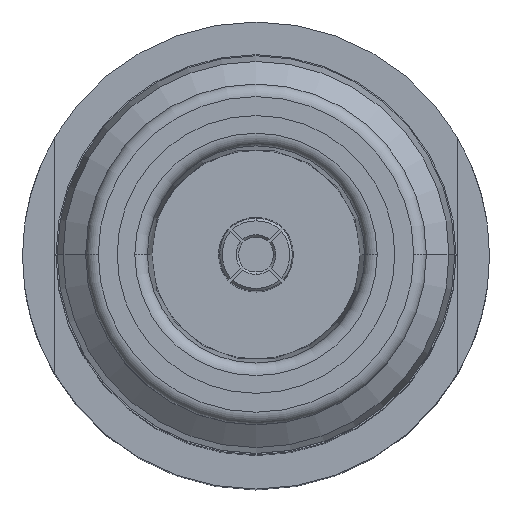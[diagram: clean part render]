
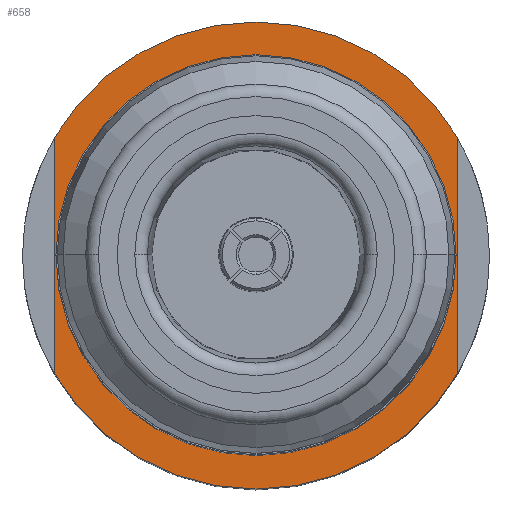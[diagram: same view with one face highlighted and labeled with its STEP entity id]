
A CAD part, top view. The second image highlights one B-rep face of the part: STEP entity #658.
In plain terms, the highlighted planar face has unit normal (0, 0, 1).
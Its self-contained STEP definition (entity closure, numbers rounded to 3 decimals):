
#18 = EDGE_CURVE ( 'NONE', #648, #4131, #3912, .T. ) ;
#132 = CARTESIAN_POINT ( 'NONE',  ( 0., 0., -25. ) ) ;
#171 = CARTESIAN_POINT ( 'NONE',  ( -7.975, 4.686, -25. ) ) ;
#238 = CARTESIAN_POINT ( 'NONE',  ( 7.975, 4.686, -25. ) ) ;
#279 = DIRECTION ( 'NONE',  ( -1., 0., 0. ) ) ;
#375 = PLANE ( 'NONE',  #4271 ) ;
#464 = DIRECTION ( 'NONE',  ( 1., 0., 0. ) ) ;
#466 = EDGE_CURVE ( 'NONE', #3115, #3863, #1662, .T. ) ;
#487 = VERTEX_POINT ( 'NONE', #1403 ) ;
#591 = CARTESIAN_POINT ( 'NONE',  ( -7.975, 4.686, -25. ) ) ;
#648 = VERTEX_POINT ( 'NONE', #2760 ) ;
#658 = ADVANCED_FACE ( 'NONE', ( #1281, #2077 ), #375, .F. ) ;
#706 = CARTESIAN_POINT ( 'NONE',  ( 0., 0., -25. ) ) ;
#719 = ORIENTED_EDGE ( 'NONE', *, *, #1892, .F. ) ;
#768 = DIRECTION ( 'NONE',  ( 0., 0., -1. ) ) ;
#991 = CARTESIAN_POINT ( 'NONE',  ( -7.975, -4.686, -25. ) ) ;
#1045 = DIRECTION ( 'NONE',  ( 1., 0., 0. ) ) ;
#1076 = CARTESIAN_POINT ( 'NONE',  ( 0., 7.925, -25. ) ) ;
#1086 = EDGE_LOOP ( 'NONE', ( #2392, #719 ) ) ;
#1281 = FACE_BOUND ( 'NONE', #1086, .T. ) ;
#1302 = CIRCLE ( 'NONE', #1611, 7.925 ) ;
#1348 = AXIS2_PLACEMENT_3D ( 'NONE', #2831, #4106, #1851 ) ;
#1365 = EDGE_CURVE ( 'NONE', #487, #3120, #1302, .T. ) ;
#1403 = CARTESIAN_POINT ( 'NONE',  ( 7.925, 0., -25. ) ) ;
#1611 = AXIS2_PLACEMENT_3D ( 'NONE', #1627, #1639, #1933 ) ;
#1627 = CARTESIAN_POINT ( 'NONE',  ( 0., 0., -25. ) ) ;
#1639 = DIRECTION ( 'NONE',  ( 0., 0., 1. ) ) ;
#1662 = CIRCLE ( 'NONE', #1795, 9.25 ) ;
#1795 = AXIS2_PLACEMENT_3D ( 'NONE', #706, #3041, #1045 ) ;
#1851 = DIRECTION ( 'NONE',  ( 1., 0., 0. ) ) ;
#1892 = EDGE_CURVE ( 'NONE', #3120, #487, #4186, .T. ) ;
#1933 = DIRECTION ( 'NONE',  ( 1., 0., 0. ) ) ;
#1973 = EDGE_LOOP ( 'NONE', ( #2511, #3862, #2343, #3296 ) ) ;
#2010 = CARTESIAN_POINT ( 'NONE',  ( -7.925, 0., -25. ) ) ;
#2077 = FACE_OUTER_BOUND ( 'NONE', #1973, .T. ) ;
#2101 = VECTOR ( 'NONE', #2881, 1000. ) ;
#2206 = EDGE_CURVE ( 'NONE', #648, #3863, #3876, .T. ) ;
#2267 = AXIS2_PLACEMENT_3D ( 'NONE', #132, #2461, #464 ) ;
#2343 = ORIENTED_EDGE ( 'NONE', *, *, #466, .T. ) ;
#2392 = ORIENTED_EDGE ( 'NONE', *, *, #1365, .F. ) ;
#2461 = DIRECTION ( 'NONE',  ( 0., 0., 1. ) ) ;
#2511 = ORIENTED_EDGE ( 'NONE', *, *, #18, .T. ) ;
#2536 = VECTOR ( 'NONE', #3943, 1000. ) ;
#2760 = CARTESIAN_POINT ( 'NONE',  ( 7.975, 4.686, -25. ) ) ;
#2831 = CARTESIAN_POINT ( 'NONE',  ( 0., 0., -25. ) ) ;
#2881 = DIRECTION ( 'NONE',  ( 0., -1., 0. ) ) ;
#3022 = CARTESIAN_POINT ( 'NONE',  ( 7.975, -4.686, -25. ) ) ;
#3041 = DIRECTION ( 'NONE',  ( 0., 0., 1. ) ) ;
#3115 = VERTEX_POINT ( 'NONE', #991 ) ;
#3120 = VERTEX_POINT ( 'NONE', #2010 ) ;
#3296 = ORIENTED_EDGE ( 'NONE', *, *, #2206, .F. ) ;
#3862 = ORIENTED_EDGE ( 'NONE', *, *, #4331, .F. ) ;
#3863 = VERTEX_POINT ( 'NONE', #3022 ) ;
#3876 = LINE ( 'NONE', #238, #2101 ) ;
#3912 = CIRCLE ( 'NONE', #2267, 9.25 ) ;
#3943 = DIRECTION ( 'NONE',  ( 0., 1., 0. ) ) ;
#4106 = DIRECTION ( 'NONE',  ( 0., 0., 1. ) ) ;
#4131 = VERTEX_POINT ( 'NONE', #171 ) ;
#4186 = CIRCLE ( 'NONE', #1348, 7.925 ) ;
#4271 = AXIS2_PLACEMENT_3D ( 'NONE', #1076, #768, #279 ) ;
#4331 = EDGE_CURVE ( 'NONE', #3115, #4131, #4336, .T. ) ;
#4336 = LINE ( 'NONE', #591, #2536 ) ;
